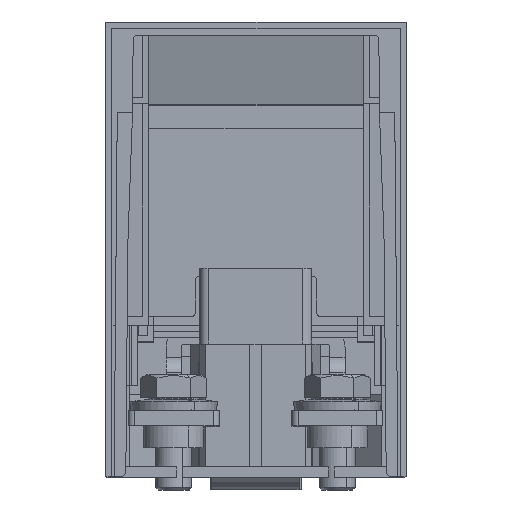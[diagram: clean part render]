
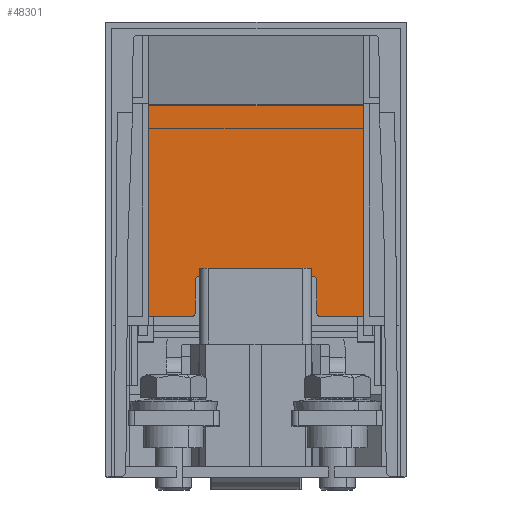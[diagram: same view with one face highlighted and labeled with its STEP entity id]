
A CAD part, front view. The second image highlights one B-rep face of the part: STEP entity #48301.
In plain terms, the highlighted planar face has unit normal (0, -1, 0).
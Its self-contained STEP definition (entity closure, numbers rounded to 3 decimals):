
#43219=DIRECTION('',(1.,0.,0.));
#43220=VECTOR('',#43219,2.);
#43221=CARTESIAN_POINT('',(-47.5,128.,100.));
#43222=LINE('',#43221,#43220);
#43472=DIRECTION('',(0.,0.,1.));
#43473=VECTOR('',#43472,1.);
#43474=CARTESIAN_POINT('',(-45.5,128.,99.));
#43475=LINE('',#43474,#43473);
#43479=CARTESIAN_POINT('',(-43.5,128.,99.));
#43480=DIRECTION('',(0.,1.,0.));
#43481=DIRECTION('',(0.,0.,-1.));
#43482=AXIS2_PLACEMENT_3D('',#43479,#43480,#43481);
#43487=CARTESIAN_POINT('',(-21.,128.,96.));
#43488=DIRECTION('',(0.,-1.,0.));
#43489=DIRECTION('',(1.,0.,0.));
#43490=AXIS2_PLACEMENT_3D('',#43487,#43488,#43489);
#43495=CARTESIAN_POINT('',(-19.,128.,85.));
#43496=DIRECTION('',(0.,1.,0.));
#43497=DIRECTION('',(0.,0.,-1.));
#43498=AXIS2_PLACEMENT_3D('',#43495,#43496,#43497);
#43503=DIRECTION('',(-1.,0.,0.));
#43504=VECTOR('',#43503,38.);
#43505=CARTESIAN_POINT('',(19.,128.,84.));
#43506=LINE('',#43505,#43504);
#43510=CARTESIAN_POINT('',(19.,128.,85.));
#43511=DIRECTION('',(0.,1.,0.));
#43512=DIRECTION('',(1.,0.,0.));
#43513=AXIS2_PLACEMENT_3D('',#43510,#43511,#43512);
#43518=DIRECTION('',(0.,0.,-1.));
#43519=VECTOR('',#43518,11.);
#43520=CARTESIAN_POINT('',(20.,128.,96.));
#43521=LINE('',#43520,#43519);
#43525=CARTESIAN_POINT('',(21.,128.,96.));
#43526=DIRECTION('',(0.,-1.,0.));
#43527=DIRECTION('',(0.,0.,1.));
#43528=AXIS2_PLACEMENT_3D('',#43525,#43526,#43527);
#43533=DIRECTION('',(-1.,0.,0.));
#43534=VECTOR('',#43533,22.5);
#43535=CARTESIAN_POINT('',(43.5,128.,97.));
#43536=LINE('',#43535,#43534);
#43540=CARTESIAN_POINT('',(43.5,128.,99.));
#43541=DIRECTION('',(0.,1.,0.));
#43542=DIRECTION('',(1.,0.,0.));
#43543=AXIS2_PLACEMENT_3D('',#43540,#43541,#43542);
#43548=DIRECTION('',(-1.,0.,0.));
#43549=VECTOR('',#43548,2.);
#43550=CARTESIAN_POINT('',(47.5,128.,100.));
#43551=LINE('',#43550,#43549);
#43555=DIRECTION('',(0.,0.,-1.));
#43556=VECTOR('',#43555,72.368);
#43557=CARTESIAN_POINT('',(-47.5,128.,100.));
#43558=LINE('',#43557,#43556);
#43562=DIRECTION('',(1.,0.,0.));
#43563=VECTOR('',#43562,22.5);
#43564=CARTESIAN_POINT('',(-43.5,128.,97.));
#43565=LINE('',#43564,#43563);
#43583=DIRECTION('',(0.,0.,-1.));
#43584=VECTOR('',#43583,11.);
#43585=CARTESIAN_POINT('',(-20.,128.,96.));
#43586=LINE('',#43585,#43584);
#43667=DIRECTION('',(0.,0.,1.));
#43668=VECTOR('',#43667,1.);
#43669=CARTESIAN_POINT('',(45.5,128.,99.));
#43670=LINE('',#43669,#43668);
#44591=DIRECTION('',(-1.,0.,0.));
#44592=VECTOR('',#44591,95.);
#44593=CARTESIAN_POINT('',(47.5,128.,27.632));
#44594=LINE('',#44593,#44592);
#44668=DIRECTION('',(0.,0.,-1.));
#44669=VECTOR('',#44668,72.368);
#44670=CARTESIAN_POINT('',(47.5,128.,100.));
#44671=LINE('',#44670,#44669);
#47037=CARTESIAN_POINT('',(-47.5,128.,100.));
#47038=VERTEX_POINT('',#47037);
#47039=CARTESIAN_POINT('',(-45.5,128.,100.));
#47040=VERTEX_POINT('',#47039);
#47099=CARTESIAN_POINT('',(-45.5,128.,99.));
#47101=VERTEX_POINT('',#47099);
#47138=CARTESIAN_POINT('',(-20.,128.,96.));
#47139=CARTESIAN_POINT('',(-20.,128.,85.));
#47140=VERTEX_POINT('',#47138);
#47141=VERTEX_POINT('',#47139);
#47148=CARTESIAN_POINT('',(-21.,128.,97.));
#47149=VERTEX_POINT('',#47148);
#47150=CARTESIAN_POINT('',(-43.5,128.,97.));
#47151=VERTEX_POINT('',#47150);
#47247=CARTESIAN_POINT('',(45.5,128.,100.));
#47249=VERTEX_POINT('',#47247);
#47250=CARTESIAN_POINT('',(47.5,128.,100.));
#47251=VERTEX_POINT('',#47250);
#47339=CARTESIAN_POINT('',(45.5,128.,99.));
#47340=VERTEX_POINT('',#47339);
#47381=CARTESIAN_POINT('',(43.5,128.,97.));
#47382=VERTEX_POINT('',#47381);
#47385=CARTESIAN_POINT('',(21.,128.,97.));
#47386=VERTEX_POINT('',#47385);
#47387=CARTESIAN_POINT('',(20.,128.,96.));
#47388=VERTEX_POINT('',#47387);
#47393=CARTESIAN_POINT('',(20.,128.,85.));
#47394=VERTEX_POINT('',#47393);
#47507=CARTESIAN_POINT('',(47.5,128.,27.632));
#47508=VERTEX_POINT('',#47507);
#47509=CARTESIAN_POINT('',(-47.5,128.,27.632));
#47510=VERTEX_POINT('',#47509);
#47523=CARTESIAN_POINT('',(19.,128.,84.));
#47524=VERTEX_POINT('',#47523);
#47525=CARTESIAN_POINT('',(-19.,128.,84.));
#47526=VERTEX_POINT('',#47525);
#48261=CARTESIAN_POINT('',(-49.5,128.,0.));
#48262=DIRECTION('',(0.,-1.,0.));
#48263=DIRECTION('',(1.,0.,0.));
#48264=AXIS2_PLACEMENT_3D('',#48261,#48262,#48263);
#48265=PLANE('',#48264);
#48266=ORIENTED_EDGE('',*,*,#48113,.T.);
#48267=ORIENTED_EDGE('',*,*,#48226,.F.);
#48268=ORIENTED_EDGE('',*,*,#48245,.F.);
#48270=ORIENTED_EDGE('',*,*,#48269,.T.);
#48272=ORIENTED_EDGE('',*,*,#48271,.F.);
#48274=ORIENTED_EDGE('',*,*,#48273,.T.);
#48276=ORIENTED_EDGE('',*,*,#48275,.F.);
#48278=ORIENTED_EDGE('',*,*,#48277,.F.);
#48280=ORIENTED_EDGE('',*,*,#48279,.F.);
#48282=ORIENTED_EDGE('',*,*,#48281,.F.);
#48284=ORIENTED_EDGE('',*,*,#48283,.F.);
#48286=ORIENTED_EDGE('',*,*,#48285,.F.);
#48288=ORIENTED_EDGE('',*,*,#48287,.F.);
#48290=ORIENTED_EDGE('',*,*,#48289,.T.);
#48292=ORIENTED_EDGE('',*,*,#48291,.F.);
#48294=ORIENTED_EDGE('',*,*,#48293,.T.);
#48296=ORIENTED_EDGE('',*,*,#48295,.T.);
#48298=ORIENTED_EDGE('',*,*,#48297,.F.);
#48299=EDGE_LOOP('',(#48266,#48267,#48268,#48270,#48272,#48274,#48276,#48278,
#48280,#48282,#48284,#48286,#48288,#48290,#48292,#48294,#48296,#48298));
#48300=FACE_OUTER_BOUND('',#48299,.F.);
#43483=CIRCLE('',#43482,2.);
#43491=CIRCLE('',#43490,1.);
#43499=CIRCLE('',#43498,1.);
#43514=CIRCLE('',#43513,1.);
#43529=CIRCLE('',#43528,1.);
#43544=CIRCLE('',#43543,2.);
#48113=EDGE_CURVE('',#47038,#47040,#43222,.T.);
#48226=EDGE_CURVE('',#47101,#47040,#43475,.T.);
#48245=EDGE_CURVE('',#47151,#47101,#43483,.T.);
#48269=EDGE_CURVE('',#47151,#47149,#43565,.T.);
#48271=EDGE_CURVE('',#47140,#47149,#43491,.T.);
#48273=EDGE_CURVE('',#47140,#47141,#43586,.T.);
#48275=EDGE_CURVE('',#47526,#47141,#43499,.T.);
#48277=EDGE_CURVE('',#47524,#47526,#43506,.T.);
#48279=EDGE_CURVE('',#47394,#47524,#43514,.T.);
#48281=EDGE_CURVE('',#47388,#47394,#43521,.T.);
#48283=EDGE_CURVE('',#47386,#47388,#43529,.T.);
#48285=EDGE_CURVE('',#47382,#47386,#43536,.T.);
#48287=EDGE_CURVE('',#47340,#47382,#43544,.T.);
#48289=EDGE_CURVE('',#47340,#47249,#43670,.T.);
#48291=EDGE_CURVE('',#47251,#47249,#43551,.T.);
#48293=EDGE_CURVE('',#47251,#47508,#44671,.T.);
#48295=EDGE_CURVE('',#47508,#47510,#44594,.T.);
#48297=EDGE_CURVE('',#47038,#47510,#43558,.T.);
#48301=ADVANCED_FACE('',(#48300),#48265,.T.);
